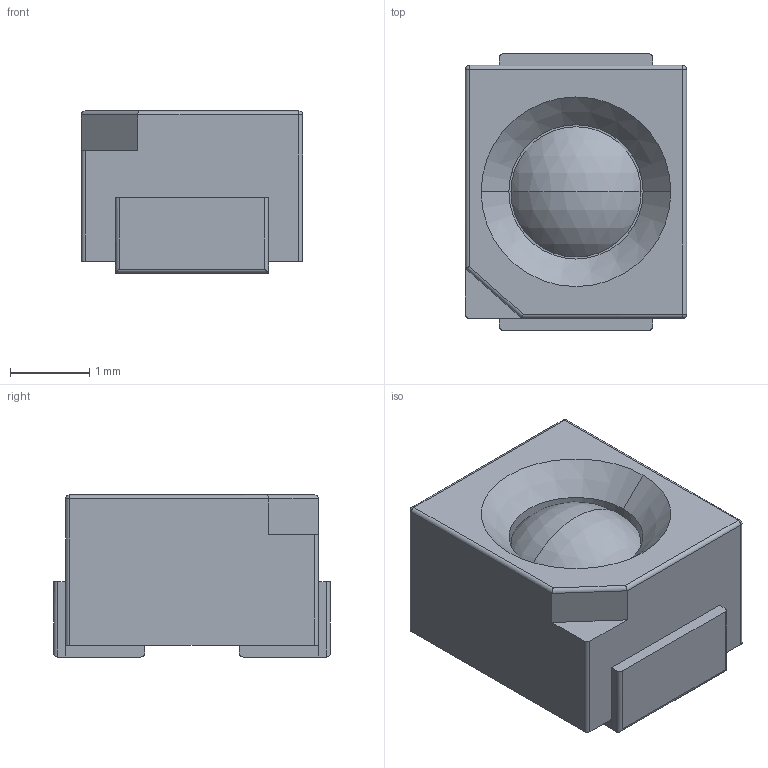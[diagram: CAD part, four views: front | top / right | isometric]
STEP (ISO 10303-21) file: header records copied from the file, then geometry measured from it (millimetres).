
FILE_DESCRIPTION (( 'STEP AP214' ), '1' );
FILE_NAME ('PLLC-2.STEP', '2020-08-19T12:32:54', ( '' ), ( '' ), 'SwSTEP 2.0', 'SolidWorks 2019', '' );
FILE_SCHEMA (( 'AUTOMOTIVE_DESIGN' ));
Length unit declared in the file: millimetre
Products named in the file (1): PLLC-2
Bounding box: 2.8 x 3.5 x 2.05 mm (x, y, z)
Volume: 17 mm3; surface area: 50.6 mm2
Topology: 1 solids, 1 shells, 53 faces, 130 edges, 78 vertices
Faces by surface type: plane 25, cylinder 21, sphere 5, cone 2
Entity records: 1736 total; most frequent: CARTESIAN_POINT 277, DIRECTION 263, ORIENTED_EDGE 254, EDGE_CURVE 127, AXIS2_PLACEMENT_3D 88, LINE 87, VECTOR 87, VERTEX_POINT 78
